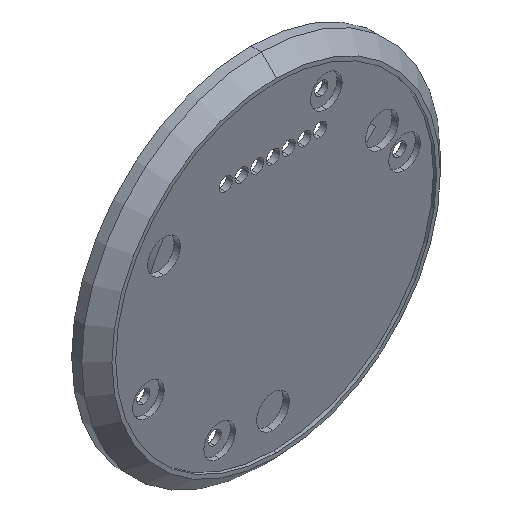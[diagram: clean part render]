
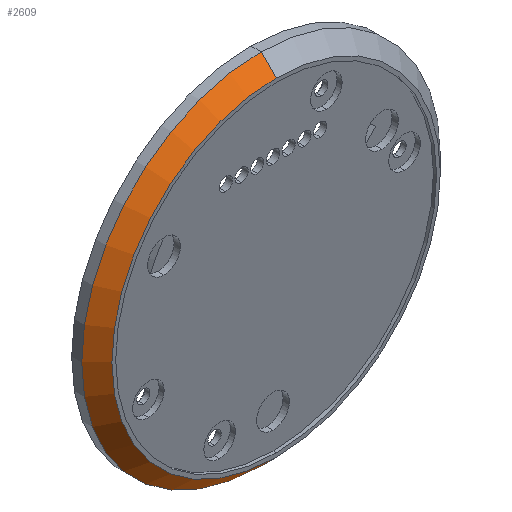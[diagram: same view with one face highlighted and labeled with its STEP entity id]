
A CAD part, isometric view. The second image highlights one B-rep face of the part: STEP entity #2609.
In plain terms, the highlighted conical face has half-angle 45 degrees and reference radius 26.1 mm.
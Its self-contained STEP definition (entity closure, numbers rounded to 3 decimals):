
#57 = DIRECTION ( 'NONE',  ( 0., 1., 0. ) ) ;
#74 = EDGE_LOOP ( 'NONE', ( #714, #2023, #1255, #2587 ) ) ;
#170 = CARTESIAN_POINT ( 'NONE',  ( 0., -8.5, 0. ) ) ;
#513 = DIRECTION ( 'NONE',  ( 0., 0.707, 0.707 ) ) ;
#528 = CARTESIAN_POINT ( 'NONE',  ( 0., -8.5, 26.1 ) ) ;
#627 = FACE_OUTER_BOUND ( 'NONE', #74, .T. ) ;
#632 = VERTEX_POINT ( 'NONE', #1495 ) ;
#670 = VECTOR ( 'NONE', #3081, 1000. ) ;
#714 = ORIENTED_EDGE ( 'NONE', *, *, #1580, .F. ) ;
#911 = AXIS2_PLACEMENT_3D ( 'NONE', #918, #1873, #2829 ) ;
#918 = CARTESIAN_POINT ( 'NONE',  ( 0., -8.5, 0. ) ) ;
#1012 = AXIS2_PLACEMENT_3D ( 'NONE', #170, #2331, #1813 ) ;
#1027 = AXIS2_PLACEMENT_3D ( 'NONE', #1248, #57, #1732 ) ;
#1169 = LINE ( 'NONE', #2121, #670 ) ;
#1248 = CARTESIAN_POINT ( 'NONE',  ( 0., -6.1, 0. ) ) ;
#1255 = ORIENTED_EDGE ( 'NONE', *, *, #1669, .T. ) ;
#1314 = EDGE_CURVE ( 'NONE', #1362, #2671, #2675, .T. ) ;
#1322 = VERTEX_POINT ( 'NONE', #2688 ) ;
#1362 = VERTEX_POINT ( 'NONE', #1797 ) ;
#1495 = CARTESIAN_POINT ( 'NONE',  ( 0., -8.5, -26.1 ) ) ;
#1580 = EDGE_CURVE ( 'NONE', #632, #1362, #1169, .T. ) ;
#1669 = EDGE_CURVE ( 'NONE', #1322, #2671, #1742, .T. ) ;
#1732 = DIRECTION ( 'NONE',  ( 0., 0., -1. ) ) ;
#1742 = LINE ( 'NONE', #528, #2470 ) ;
#1797 = CARTESIAN_POINT ( 'NONE',  ( 0., -6.1, -28.5 ) ) ;
#1813 = DIRECTION ( 'NONE',  ( 0., 0., 1. ) ) ;
#1873 = DIRECTION ( 'NONE',  ( 0., -1., 0. ) ) ;
#1906 = CARTESIAN_POINT ( 'NONE',  ( 0., -6.1, 28.5 ) ) ;
#1961 = CONICAL_SURFACE ( 'NONE', #1012, 26.1, 0.785 ) ;
#2023 = ORIENTED_EDGE ( 'NONE', *, *, #2744, .F. ) ;
#2121 = CARTESIAN_POINT ( 'NONE',  ( 0., -8.5, -26.1 ) ) ;
#2266 = CIRCLE ( 'NONE', #911, 26.1 ) ;
#2331 = DIRECTION ( 'NONE',  ( 0., 1., 0. ) ) ;
#2470 = VECTOR ( 'NONE', #513, 1000. ) ;
#2587 = ORIENTED_EDGE ( 'NONE', *, *, #1314, .F. ) ;
#2609 = ADVANCED_FACE ( 'NONE', ( #627 ), #1961, .T. ) ;
#2671 = VERTEX_POINT ( 'NONE', #1906 ) ;
#2675 = CIRCLE ( 'NONE', #1027, 28.5 ) ;
#2688 = CARTESIAN_POINT ( 'NONE',  ( 0., -8.5, 26.1 ) ) ;
#2744 = EDGE_CURVE ( 'NONE', #1322, #632, #2266, .T. ) ;
#2829 = DIRECTION ( 'NONE',  ( 0., 0., -1. ) ) ;
#3081 = DIRECTION ( 'NONE',  ( 0., 0.707, -0.707 ) ) ;
